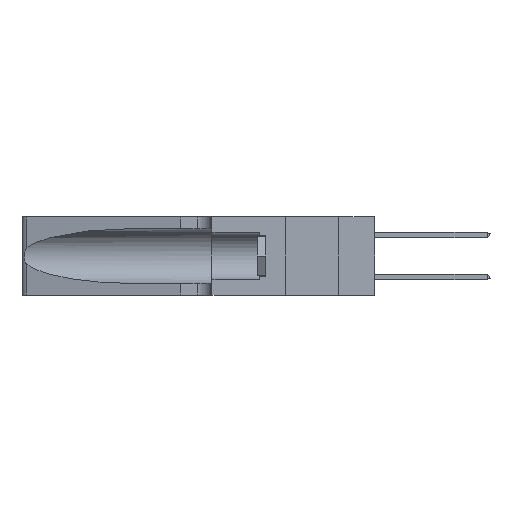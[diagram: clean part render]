
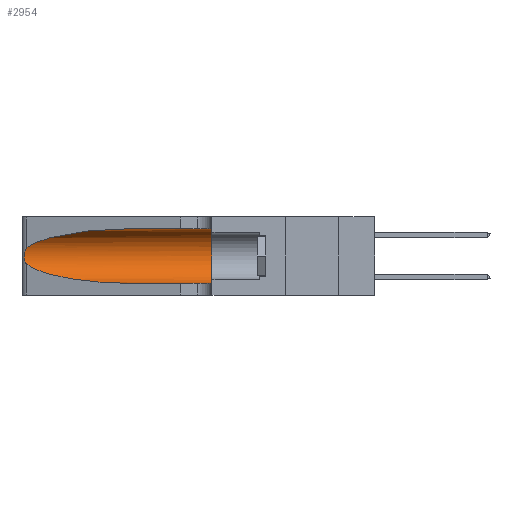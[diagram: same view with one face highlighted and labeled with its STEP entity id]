
A CAD part, left-side view. The second image highlights one B-rep face of the part: STEP entity #2954.
In plain terms, the highlighted cylindrical face has radius 3.308 mm (diameter 6.617 mm), a partial arc.
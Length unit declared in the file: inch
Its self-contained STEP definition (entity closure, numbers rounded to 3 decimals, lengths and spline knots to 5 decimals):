
#100 = VECTOR ( 'NONE', #26063, 39.37008 ) ;
#748 = ORIENTED_EDGE ( 'NONE', *, *, #16642, .T. ) ;
#1233 = AXIS2_PLACEMENT_3D ( 'NONE', #14885, #14757, #15979 ) ;
#1493 = CARTESIAN_POINT ( 'NONE',  ( 0.25789, 1.23486, 0.15765 ) ) ;
#1699 = CARTESIAN_POINT ( 'NONE',  ( 0.25487, 1.22718, 0.22369 ) ) ;
#2505 = CARTESIAN_POINT ( 'NONE',  ( 0.2373, 1.15595, 0.08982 ) ) ;
#2954 = ADVANCED_FACE ( 'NONE', ( #18262 ), #17582, .F. ) ;
#3158 = CARTESIAN_POINT ( 'NONE',  ( 0.1305, 1.61858, 0.05475 ) ) ;
#3606 = CARTESIAN_POINT ( 'NONE',  ( 0.25487, 1.22718, 0.22369 ) ) ;
#3706 = CARTESIAN_POINT ( 'NONE',  ( 0.25555, 1.22993, 0.14849 ) ) ;
#4194 = VERTEX_POINT ( 'NONE', #16382 ) ;
#4337 = ORIENTED_EDGE ( 'NONE', *, *, #5875, .T. ) ;
#4473 = ORIENTED_EDGE ( 'NONE', *, *, #21077, .F. ) ;
#5875 = EDGE_CURVE ( 'NONE', #6309, #21994, #19305, .T. ) ;
#5930 = LINE ( 'NONE', #17649, #100 ) ;
#6129 = EDGE_CURVE ( 'NONE', #10915, #12869, #26522, .T. ) ;
#6286 = EDGE_CURVE ( 'NONE', #9645, #6309, #24151, .T. ) ;
#6309 = VERTEX_POINT ( 'NONE', #12289 ) ;
#7930 = CARTESIAN_POINT ( 'NONE',  ( 0.25787, 1.23484, 0.2124 ) ) ;
#8134 = CARTESIAN_POINT ( 'NONE',  ( 0.1305, 0.72297, 0.31525 ) ) ;
#8174 = CARTESIAN_POINT ( 'NONE',  ( 0.1305, 0.35, 0.185 ) ) ;
#9554 = ORIENTED_EDGE ( 'NONE', *, *, #6286, .T. ) ;
#9645 = VERTEX_POINT ( 'NONE', #21275 ) ;
#10010 = EDGE_LOOP ( 'NONE', ( #748, #9554, #4337, #17188, #16580, #4473 ) ) ;
#10064 = CARTESIAN_POINT ( 'NONE',  ( 0.26018, 1.23835, 0.19895 ) ) ;
#10309 = DIRECTION ( 'NONE',  ( 0., 0., 1. ) ) ;
#10915 = VERTEX_POINT ( 'NONE', #19309 ) ;
#11754 = DIRECTION ( 'NONE',  ( 0., -1., 0. ) ) ;
#12199 = CARTESIAN_POINT ( 'NONE',  ( 0.26075, 1.23896, 0.178 ) ) ;
#12289 = CARTESIAN_POINT ( 'NONE',  ( 0.25487, 1.22718, 0.14631 ) ) ;
#12869 = VERTEX_POINT ( 'NONE', #17740 ) ;
#13880 = VECTOR ( 'NONE', #11754, 39.37008 ) ;
#14316 = CARTESIAN_POINT ( 'NONE',  ( 0.25856, 1.23593, 0.16098 ) ) ;
#14514 = CARTESIAN_POINT ( 'NONE',  ( 0.2373, 1.15595, 0.28018 ) ) ;
#14757 = DIRECTION ( 'NONE',  ( 0., -1., 0. ) ) ;
#14885 = CARTESIAN_POINT ( 'NONE',  ( 0.1305, 1.61858, 0.185 ) ) ;
#15091 = AXIS2_PLACEMENT_3D ( 'NONE', #8174, #22863, #10309 ) ;
#15289 = CARTESIAN_POINT ( 'NONE',  ( 0.18966, 0.96281, 0.05475 ) ) ;
#15382 = CARTESIAN_POINT ( 'NONE',  ( 0.1305, 0.72297, 0.05475 ) ) ;
#15979 = DIRECTION ( 'NONE',  ( 0., 0., -1. ) ) ;
#16328 = CARTESIAN_POINT ( 'NONE',  ( 0.25555, 1.22994, 0.2215 ) ) ;
#16382 = CARTESIAN_POINT ( 'NONE',  ( 0.1305, 0.72297, 0.31525 ) ) ;
#16421 = CARTESIAN_POINT ( 'NONE',  ( 0.25639, 1.23186, 0.15144 ) ) ;
#16580 = ORIENTED_EDGE ( 'NONE', *, *, #6129, .F. ) ;
#16642 = EDGE_CURVE ( 'NONE', #4194, #9645, #21309, .T. ) ;
#17188 = ORIENTED_EDGE ( 'NONE', *, *, #21183, .T. ) ;
#17383 = CARTESIAN_POINT ( 'NONE',  ( 0.25487, 1.22718, 0.14631 ) ) ;
#17582 = CYLINDRICAL_SURFACE ( 'NONE', #1233, 0.13025 ) ;
#17649 = CARTESIAN_POINT ( 'NONE',  ( 0.1305, 1.61858, 0.31525 ) ) ;
#17740 = CARTESIAN_POINT ( 'NONE',  ( 0.1305, 0.35, 0.05475 ) ) ;
#18262 = FACE_OUTER_BOUND ( 'NONE', #10010, .T. ) ;
#18534 = CARTESIAN_POINT ( 'NONE',  ( 0.25487, 1.22718, 0.14631 ) ) ;
#19305 =( BOUNDED_CURVE ( )  B_SPLINE_CURVE ( 3, ( #17383, #2505, #15289, #19490 ),
 .UNSPECIFIED., .F., .F. ) 
 B_SPLINE_CURVE_WITH_KNOTS ( ( 4, 4 ),
 ( 3.44316, 4.71239 ),
 .UNSPECIFIED. ) 
 CURVE ( )  GEOMETRIC_REPRESENTATION_ITEM ( )  RATIONAL_B_SPLINE_CURVE ( ( 1., 0.87, 0.87, 1. ) ) 
 REPRESENTATION_ITEM ( '' )  );
#19309 = CARTESIAN_POINT ( 'NONE',  ( 0.1305, 0.35, 0.31525 ) ) ;
#19440 = LINE ( 'NONE', #3158, #13880 ) ;
#19490 = CARTESIAN_POINT ( 'NONE',  ( 0.1305, 0.72297, 0.05475 ) ) ;
#20526 = CARTESIAN_POINT ( 'NONE',  ( 0.25639, 1.23184, 0.21858 ) ) ;
#20727 = CARTESIAN_POINT ( 'NONE',  ( 0.18966, 0.96281, 0.31525 ) ) ;
#21077 = EDGE_CURVE ( 'NONE', #4194, #10915, #5930, .T. ) ;
#21183 = EDGE_CURVE ( 'NONE', #21994, #12869, #19440, .T. ) ;
#21275 = CARTESIAN_POINT ( 'NONE',  ( 0.25487, 1.22718, 0.22369 ) ) ;
#21309 =( BOUNDED_CURVE ( )  B_SPLINE_CURVE ( 3, ( #8134, #20727, #14514, #1699 ),
 .UNSPECIFIED., .F., .F. ) 
 B_SPLINE_CURVE_WITH_KNOTS ( ( 4, 4 ),
 ( 1.5708, 2.84003 ),
 .UNSPECIFIED. ) 
 CURVE ( )  GEOMETRIC_REPRESENTATION_ITEM ( )  RATIONAL_B_SPLINE_CURVE ( ( 1., 0.87, 0.87, 1. ) ) 
 REPRESENTATION_ITEM ( '' )  );
#21994 = VERTEX_POINT ( 'NONE', #15382 ) ;
#22631 = CARTESIAN_POINT ( 'NONE',  ( 0.25854, 1.2359, 0.20912 ) ) ;
#22863 = DIRECTION ( 'NONE',  ( 0., 1., 0. ) ) ;
#24151 = B_SPLINE_CURVE_WITH_KNOTS ( 'NONE', 3,
 ( #3606, #16328, #20526, #7930, #22631, #10064, #24752, #12199, #26862, #14316, #1493, #16421, #3706, #18534 ),
 .UNSPECIFIED., .F., .F.,
 ( 4, 2, 2, 2, 2, 2, 4 ),
 ( 0., 0.00027, 0.00053, 0.00107, 0.0016, 0.00187, 0.00214 ),
 .UNSPECIFIED. ) ;
#24752 = CARTESIAN_POINT ( 'NONE',  ( 0.26075, 1.23896, 0.19203 ) ) ;
#26063 = DIRECTION ( 'NONE',  ( 0., -1., 0. ) ) ;
#26522 = CIRCLE ( 'NONE', #15091, 0.13025 ) ;
#26862 = CARTESIAN_POINT ( 'NONE',  ( 0.26017, 1.23833, 0.17102 ) ) ;
